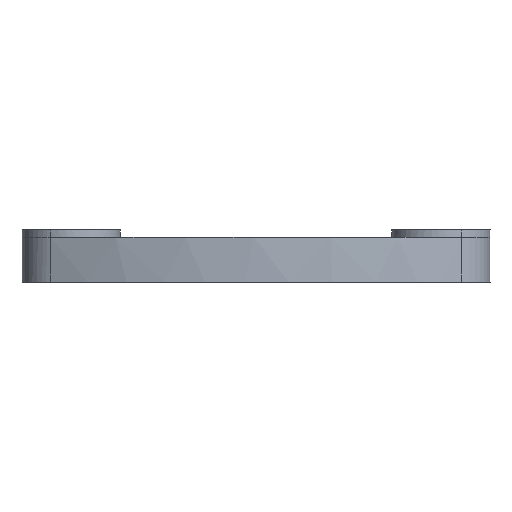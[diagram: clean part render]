
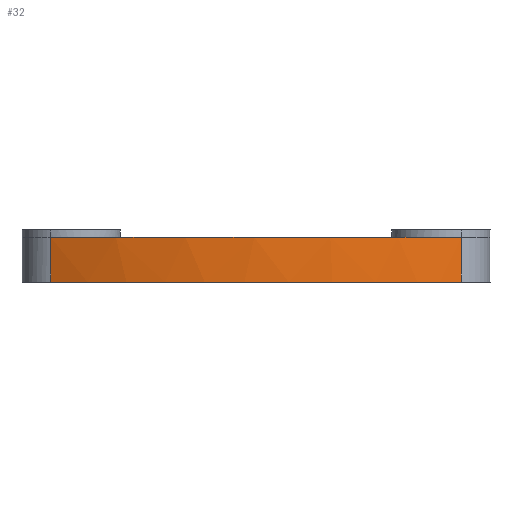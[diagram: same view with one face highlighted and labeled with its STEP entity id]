
A CAD part, left-side view. The second image highlights one B-rep face of the part: STEP entity #32.
In plain terms, the highlighted free-form (B-spline) face has degree [2, 1] with [3, 2] control points.
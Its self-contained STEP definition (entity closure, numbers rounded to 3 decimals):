
#32=ADVANCED_FACE('',(#80),#786,.T.);
#80=FACE_OUTER_BOUND('',#128,.T.);
#128=EDGE_LOOP('',(#208,#209,#210,#211));
#208=ORIENTED_EDGE('',*,*,#455,.T.);
#209=ORIENTED_EDGE('',*,*,#456,.T.);
#210=ORIENTED_EDGE('',*,*,#457,.F.);
#211=ORIENTED_EDGE('',*,*,#454,.F.);
#454=EDGE_CURVE('',#705,#706,#582,.T.);
#455=EDGE_CURVE('',#705,#707,#583,.T.);
#456=EDGE_CURVE('',#707,#708,#584,.T.);
#457=EDGE_CURVE('',#706,#708,#585,.T.);
#582=(
BOUNDED_CURVE()
B_SPLINE_CURVE(1,(#1333,#1334),.UNSPECIFIED.,.F.,.F.)
B_SPLINE_CURVE_WITH_KNOTS((2,2),(0.,3.),.UNSPECIFIED.)
CURVE()
GEOMETRIC_REPRESENTATION_ITEM()
RATIONAL_B_SPLINE_CURVE((1.,1.))
REPRESENTATION_ITEM('')
);
#583=(
BOUNDED_CURVE()
B_SPLINE_CURVE(2,(#1335,#1336,#1337),.UNSPECIFIED.,.F.,.F.)
B_SPLINE_CURVE_WITH_KNOTS((3,3),(-112.041,-83.653),
 .UNSPECIFIED.)
CURVE()
GEOMETRIC_REPRESENTATION_ITEM()
RATIONAL_B_SPLINE_CURVE((1.,0.908,1.))
REPRESENTATION_ITEM('')
);
#584=(
BOUNDED_CURVE()
B_SPLINE_CURVE(1,(#1338,#1339),.UNSPECIFIED.,.F.,.F.)
B_SPLINE_CURVE_WITH_KNOTS((2,2),(0.,3.),.UNSPECIFIED.)
CURVE()
GEOMETRIC_REPRESENTATION_ITEM()
RATIONAL_B_SPLINE_CURVE((1.,1.))
REPRESENTATION_ITEM('')
);
#585=(
BOUNDED_CURVE()
B_SPLINE_CURVE(2,(#1340,#1341,#1342),.UNSPECIFIED.,.F.,.F.)
B_SPLINE_CURVE_WITH_KNOTS((3,3),(-112.041,-83.653),
 .UNSPECIFIED.)
CURVE()
GEOMETRIC_REPRESENTATION_ITEM()
RATIONAL_B_SPLINE_CURVE((1.,0.908,1.))
REPRESENTATION_ITEM('')
);
#705=VERTEX_POINT('',#1211);
#706=VERTEX_POINT('',#1212);
#707=VERTEX_POINT('',#1213);
#708=VERTEX_POINT('',#1214);
#786=(
BOUNDED_SURFACE()
B_SPLINE_SURFACE(2,1,((#917,#918),(#919,#920),(#921,#922)),
 .UNSPECIFIED.,.F.,.F.,.F.)
B_SPLINE_SURFACE_WITH_KNOTS((3,3),(2,2),(-112.041,-83.653),
(0.,3.),.UNSPECIFIED.)
GEOMETRIC_REPRESENTATION_ITEM()
RATIONAL_B_SPLINE_SURFACE(((1.,1.),(0.908,0.908),
(1.,1.)))
REPRESENTATION_ITEM('')
SURFACE()
);
#917=CARTESIAN_POINT('',(-9.997,13.757,0.));
#918=CARTESIAN_POINT('',(-9.997,13.757,3.));
#919=CARTESIAN_POINT('',(-16.339,0.,0.));
#920=CARTESIAN_POINT('',(-16.339,0.,3.));
#921=CARTESIAN_POINT('',(-9.997,-13.757,0.));
#922=CARTESIAN_POINT('',(-9.997,-13.757,3.));
#1211=CARTESIAN_POINT('',(-9.997,13.757,0.));
#1212=CARTESIAN_POINT('',(-9.997,13.757,3.));
#1213=CARTESIAN_POINT('',(-9.997,-13.757,0.));
#1214=CARTESIAN_POINT('',(-9.997,-13.757,3.));
#1333=CARTESIAN_POINT('',(-9.997,13.757,0.));
#1334=CARTESIAN_POINT('',(-9.997,13.757,3.));
#1335=CARTESIAN_POINT('',(-9.997,13.757,0.));
#1336=CARTESIAN_POINT('',(-16.339,0.,0.));
#1337=CARTESIAN_POINT('',(-9.997,-13.757,0.));
#1338=CARTESIAN_POINT('',(-9.997,-13.757,0.));
#1339=CARTESIAN_POINT('',(-9.997,-13.757,3.));
#1340=CARTESIAN_POINT('',(-9.997,13.757,3.));
#1341=CARTESIAN_POINT('',(-16.339,0.,3.));
#1342=CARTESIAN_POINT('',(-9.997,-13.757,3.));
